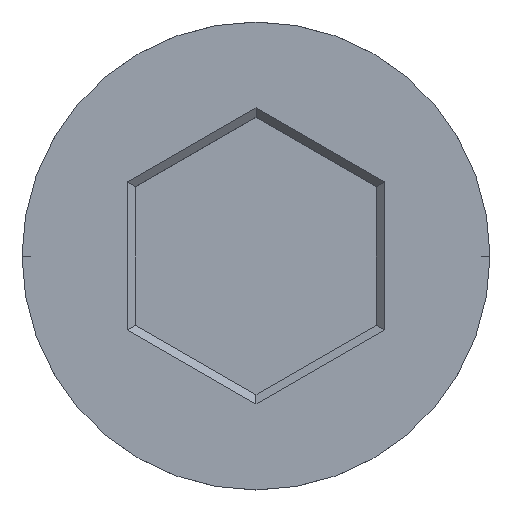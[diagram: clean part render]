
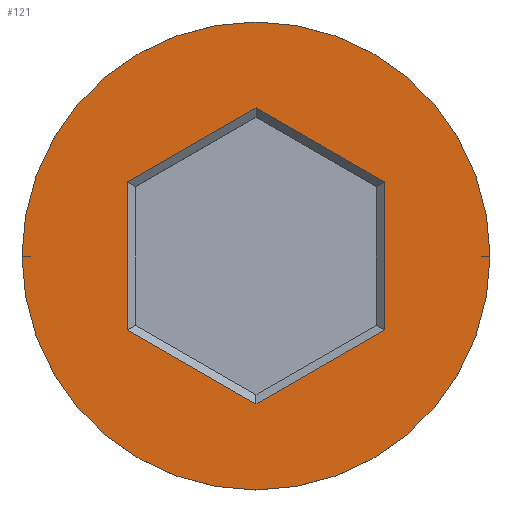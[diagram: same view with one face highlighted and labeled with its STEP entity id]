
A CAD part, top view. The second image highlights one B-rep face of the part: STEP entity #121.
In plain terms, the highlighted planar face has unit normal (0, 0, 1).
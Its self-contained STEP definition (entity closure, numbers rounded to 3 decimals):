
#33 = CARTESIAN_POINT ( 'NONE',  ( -5.75, 0., 0. ) ) ;
#43 = EDGE_LOOP ( 'NONE', ( #339, #1035 ) ) ;
#64 = VECTOR ( 'NONE', #1074, 1000. ) ;
#115 = ORIENTED_EDGE ( 'NONE', *, *, #290, .T. ) ;
#118 = VECTOR ( 'NONE', #327, 1000. ) ;
#121 = ADVANCED_FACE ( 'NONE', ( #1506, #528 ), #654, .T. ) ;
#133 = DIRECTION ( 'NONE',  ( -0.866, 0.5, 0. ) ) ;
#150 = CARTESIAN_POINT ( 'NONE',  ( -3.05, -1.876, 0. ) ) ;
#178 = ORIENTED_EDGE ( 'NONE', *, *, #1038, .T. ) ;
#251 = DIRECTION ( 'NONE',  ( 1., 0., 0. ) ) ;
#263 = LINE ( 'NONE', #484, #1436 ) ;
#290 = EDGE_CURVE ( 'NONE', #1087, #995, #932, .T. ) ;
#320 = CIRCLE ( 'NONE', #919, 5.75 ) ;
#327 = DIRECTION ( 'NONE',  ( 0.866, 0.5, 0. ) ) ;
#330 = CARTESIAN_POINT ( 'NONE',  ( 3.15, 1.819, 0. ) ) ;
#339 = ORIENTED_EDGE ( 'NONE', *, *, #1258, .T. ) ;
#353 = EDGE_CURVE ( 'NONE', #875, #1296, #1068, .T. ) ;
#406 = DIRECTION ( 'NONE',  ( 0., 0., 1. ) ) ;
#427 = VECTOR ( 'NONE', #133, 1000. ) ;
#442 = DIRECTION ( 'NONE',  ( 0., 0., 1. ) ) ;
#459 = CARTESIAN_POINT ( 'NONE',  ( 0., 3.637, 0. ) ) ;
#467 = LINE ( 'NONE', #732, #64 ) ;
#484 = CARTESIAN_POINT ( 'NONE',  ( 3.05, 1.876, 0. ) ) ;
#526 = LINE ( 'NONE', #150, #427 ) ;
#528 = FACE_OUTER_BOUND ( 'NONE', #43, .T. ) ;
#539 = EDGE_CURVE ( 'NONE', #995, #1589, #526, .T. ) ;
#626 = CARTESIAN_POINT ( 'NONE',  ( 0., -3.637, 0. ) ) ;
#649 = VERTEX_POINT ( 'NONE', #33 ) ;
#654 = PLANE ( 'NONE',  #685 ) ;
#659 = DIRECTION ( 'NONE',  ( -0.866, -0.5, 0. ) ) ;
#685 = AXIS2_PLACEMENT_3D ( 'NONE', #885, #406, #251 ) ;
#691 = EDGE_CURVE ( 'NONE', #1273, #1087, #1165, .T. ) ;
#696 = DIRECTION ( 'NONE',  ( 1., 0., 0. ) ) ;
#698 = CARTESIAN_POINT ( 'NONE',  ( 5.75, 0., 0. ) ) ;
#732 = CARTESIAN_POINT ( 'NONE',  ( -3.15, 1.703, 0. ) ) ;
#757 = CARTESIAN_POINT ( 'NONE',  ( 0., 0., 0. ) ) ;
#773 = VERTEX_POINT ( 'NONE', #698 ) ;
#791 = CARTESIAN_POINT ( 'NONE',  ( 3.15, -1.819, 0. ) ) ;
#820 = EDGE_CURVE ( 'NONE', #1589, #875, #467, .T. ) ;
#850 = CARTESIAN_POINT ( 'NONE',  ( -3.15, 1.819, 0. ) ) ;
#875 = VERTEX_POINT ( 'NONE', #850 ) ;
#885 = CARTESIAN_POINT ( 'NONE',  ( 0., 0., 0. ) ) ;
#919 = AXIS2_PLACEMENT_3D ( 'NONE', #757, #1349, #1006 ) ;
#932 = LINE ( 'NONE', #1061, #1563 ) ;
#987 = DIRECTION ( 'NONE',  ( 0.866, -0.5, 0. ) ) ;
#995 = VERTEX_POINT ( 'NONE', #626 ) ;
#1006 = DIRECTION ( 'NONE',  ( 1., 0., 0. ) ) ;
#1014 = EDGE_CURVE ( 'NONE', #649, #773, #320, .T. ) ;
#1029 = AXIS2_PLACEMENT_3D ( 'NONE', #1316, #442, #696 ) ;
#1035 = ORIENTED_EDGE ( 'NONE', *, *, #1014, .T. ) ;
#1038 = EDGE_CURVE ( 'NONE', #1296, #1273, #263, .T. ) ;
#1061 = CARTESIAN_POINT ( 'NONE',  ( 0.1, -3.58, 0. ) ) ;
#1068 = LINE ( 'NONE', #1466, #118 ) ;
#1074 = DIRECTION ( 'NONE',  ( 0., 1., 0. ) ) ;
#1087 = VERTEX_POINT ( 'NONE', #791 ) ;
#1165 = LINE ( 'NONE', #1182, #1180 ) ;
#1172 = ORIENTED_EDGE ( 'NONE', *, *, #539, .T. ) ;
#1180 = VECTOR ( 'NONE', #1301, 1000. ) ;
#1182 = CARTESIAN_POINT ( 'NONE',  ( 3.15, -1.703, 0. ) ) ;
#1183 = CIRCLE ( 'NONE', #1029, 5.75 ) ;
#1258 = EDGE_CURVE ( 'NONE', #773, #649, #1183, .T. ) ;
#1273 = VERTEX_POINT ( 'NONE', #330 ) ;
#1296 = VERTEX_POINT ( 'NONE', #459 ) ;
#1301 = DIRECTION ( 'NONE',  ( 0., -1., 0. ) ) ;
#1316 = CARTESIAN_POINT ( 'NONE',  ( 0., 0., 0. ) ) ;
#1349 = DIRECTION ( 'NONE',  ( 0., 0., 1. ) ) ;
#1356 = EDGE_LOOP ( 'NONE', ( #1172, #1427, #1379, #178, #1414, #115 ) ) ;
#1378 = CARTESIAN_POINT ( 'NONE',  ( -3.15, -1.819, 0. ) ) ;
#1379 = ORIENTED_EDGE ( 'NONE', *, *, #353, .T. ) ;
#1414 = ORIENTED_EDGE ( 'NONE', *, *, #691, .T. ) ;
#1427 = ORIENTED_EDGE ( 'NONE', *, *, #820, .T. ) ;
#1436 = VECTOR ( 'NONE', #987, 1000. ) ;
#1466 = CARTESIAN_POINT ( 'NONE',  ( -0.1, 3.58, 0. ) ) ;
#1506 = FACE_BOUND ( 'NONE', #1356, .T. ) ;
#1563 = VECTOR ( 'NONE', #659, 1000. ) ;
#1589 = VERTEX_POINT ( 'NONE', #1378 ) ;
